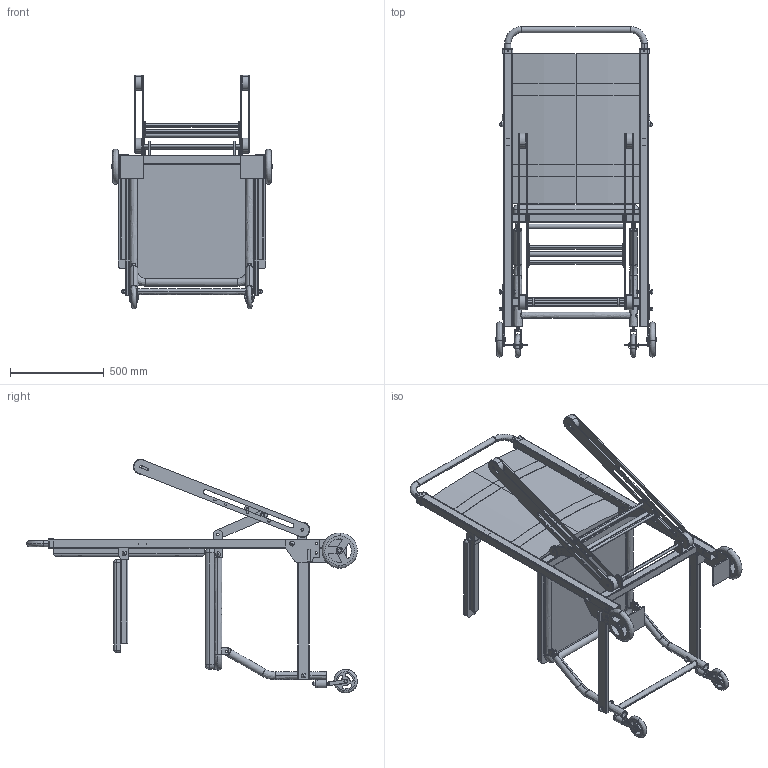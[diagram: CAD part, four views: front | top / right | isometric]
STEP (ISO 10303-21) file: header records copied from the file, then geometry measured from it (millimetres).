
FILE_DESCRIPTION(('FreeCAD Model'),'2;1');
FILE_NAME('Open CASCADE Shape Model','2025-04-29T14:23:29',('FreeCAD'),( 'FreeCAD'),'Open CASCADE STEP processor 7.6','FreeCAD','Unknown');
FILE_SCHEMA(('AUTOMOTIVE_DESIGN { 1 0 10303 214 1 1 1 1 }'));
Products named in the file (1): Open CASCADE STEP translator 7.6 1
Bounding box: 852.76 x 1762.43 x 1245.81 mm (x, y, z)
Volume: 60811653.1 mm3; surface area: 7764596.3 mm2
Topology: 125 solids, 125 shells, 2305 faces, 5494 edges, 3462 vertices
Faces by surface type: bspline 2305
Entity records: 77257 total; most frequent: CARTESIAN_POINT 45389, ORIENTED_EDGE 10964, EDGE_CURVE 5482, VERTEX_POINT 3462, B_SPLINE_CURVE_WITH_KNOTS 3106, FACE_BOUND 2664, EDGE_LOOP 2664, ADVANCED_FACE 2305
